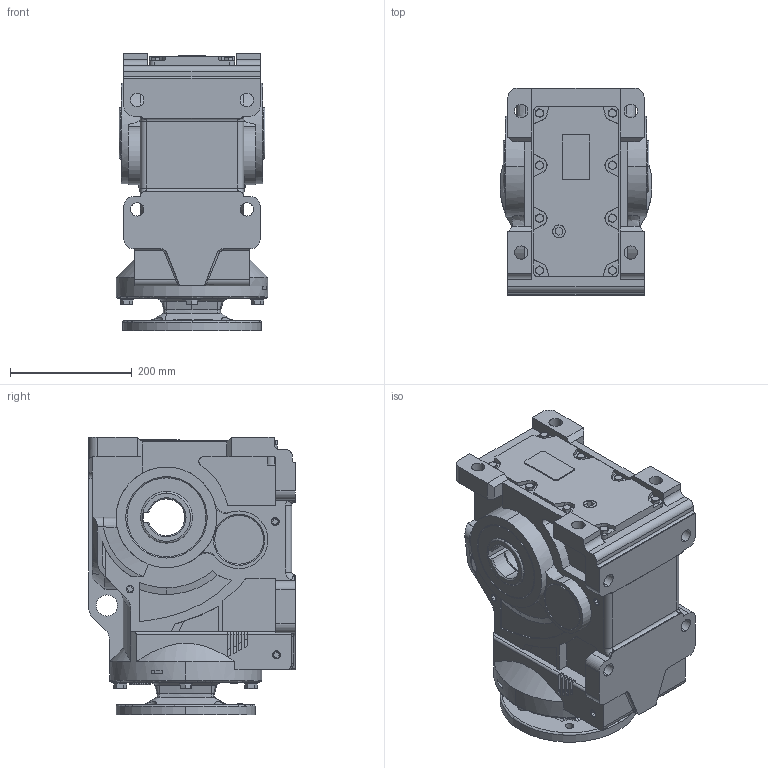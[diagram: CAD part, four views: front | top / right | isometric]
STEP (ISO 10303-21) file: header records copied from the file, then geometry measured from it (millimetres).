
FILE_DESCRIPTION (( 'STEP AP214' ), '1' );
FILE_NAME ('HBR-87-120-C.step', '2019-04-01T14:39:10', ( '' ), ( '' ), 'SwSTEP 2.0', 'SolidWorks 2018', '' );
FILE_SCHEMA (( 'AUTOMOTIVE_DESIGN' ));
Length unit declared in the file: inch
Products named in the file (1): HBR-87-120-C
Bounding box: 250 x 340 x 457 mm (x, y, z)
Volume: 22873603.9 mm3; surface area: 844470.4 mm2
Topology: 8 solids, 8 shells, 1111 faces, 2903 edges, 1892 vertices
Faces by surface type: plane 542, cylinder 287, bspline 143, cone 118, torus 21
Entity records: 51539 total; most frequent: CARTESIAN_POINT 24890, ORIENTED_EDGE 5798, DIRECTION 5019, EDGE_CURVE 2899, VERTEX_POINT 1892, AXIS2_PLACEMENT_3D 1701, LINE 1617, VECTOR 1617
